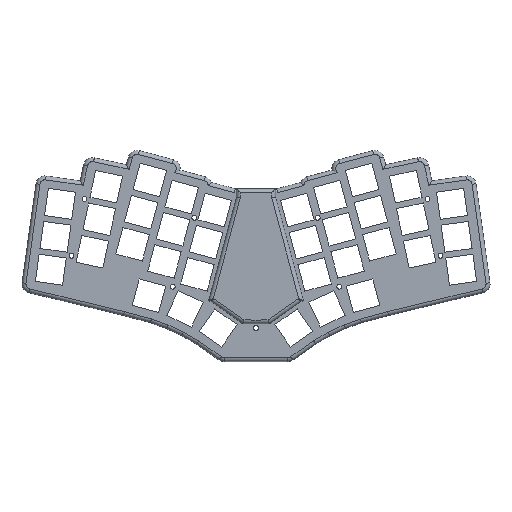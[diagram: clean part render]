
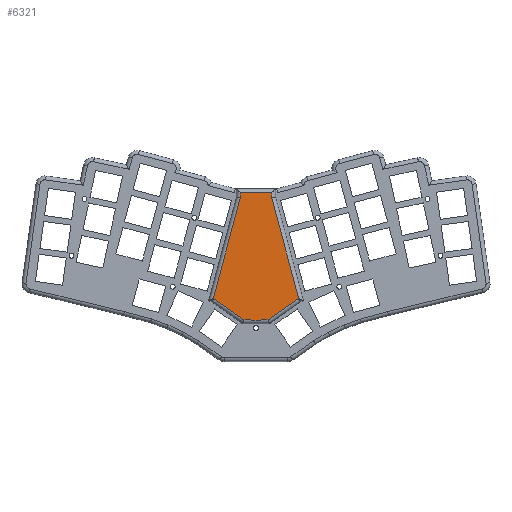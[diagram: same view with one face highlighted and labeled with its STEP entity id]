
A CAD part, top view. The second image highlights one B-rep face of the part: STEP entity #6321.
In plain terms, the highlighted planar face has unit normal (0, 0, 1).
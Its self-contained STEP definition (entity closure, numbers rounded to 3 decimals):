
#55=FACE_BOUND('',#2244,.T.);
#56=FACE_BOUND('',#2245,.T.);
#148=LINE('',#8931,#915);
#149=LINE('',#8933,#916);
#150=LINE('',#8937,#917);
#151=LINE('',#8939,#918);
#152=LINE('',#8941,#919);
#153=LINE('',#8943,#920);
#154=LINE('',#8945,#921);
#155=LINE('',#8949,#922);
#156=LINE('',#8950,#923);
#157=LINE('',#8953,#924);
#158=LINE('',#8956,#925);
#915=VECTOR('',#7167,10.);
#916=VECTOR('',#7168,10.);
#917=VECTOR('',#7171,10.);
#918=VECTOR('',#7172,10.);
#919=VECTOR('',#7173,10.);
#920=VECTOR('',#7174,10.);
#921=VECTOR('',#7175,10.);
#922=VECTOR('',#7178,10.);
#923=VECTOR('',#7179,10.);
#924=VECTOR('',#7180,10.);
#925=VECTOR('',#7181,10.);
#1682=PLANE('',#6668);
#1911=FACE_OUTER_BOUND('',#2243,.T.);
#2243=EDGE_LOOP('',(#4360,#4361,#4362,#4363,#4364,#4365,#4366,#4367,#4368,
#4369,#4370,#4371));
#2244=EDGE_LOOP('',(#4372,#4373));
#2245=EDGE_LOOP('',(#4374,#4375));
#2667=CIRCLE('',#6667,18.);
#2668=CIRCLE('',#6669,2.);
#2669=CIRCLE('',#6670,2.);
#2813=VERTEX_POINT('',#8916);
#2814=VERTEX_POINT('',#8917);
#2815=VERTEX_POINT('',#8930);
#2816=VERTEX_POINT('',#8932);
#2817=VERTEX_POINT('',#8934);
#2818=VERTEX_POINT('',#8936);
#2819=VERTEX_POINT('',#8938);
#2820=VERTEX_POINT('',#8940);
#2821=VERTEX_POINT('',#8942);
#2822=VERTEX_POINT('',#8944);
#2823=VERTEX_POINT('',#8946);
#2824=VERTEX_POINT('',#8948);
#2825=VERTEX_POINT('',#8951);
#2826=VERTEX_POINT('',#8952);
#2827=VERTEX_POINT('',#8954);
#2828=VERTEX_POINT('',#8955);
#3422=EDGE_CURVE('',#2813,#2814,#2667,.T.);
#3423=EDGE_CURVE('',#2815,#2813,#148,.T.);
#3424=EDGE_CURVE('',#2816,#2815,#149,.T.);
#3425=EDGE_CURVE('',#2817,#2816,#2668,.T.);
#3426=EDGE_CURVE('',#2818,#2817,#150,.T.);
#3427=EDGE_CURVE('',#2819,#2818,#151,.T.);
#3428=EDGE_CURVE('',#2820,#2819,#152,.T.);
#3429=EDGE_CURVE('',#2821,#2820,#153,.T.);
#3430=EDGE_CURVE('',#2822,#2821,#154,.T.);
#3431=EDGE_CURVE('',#2823,#2822,#2669,.T.);
#3432=EDGE_CURVE('',#2824,#2823,#155,.T.);
#3433=EDGE_CURVE('',#2814,#2824,#156,.T.);
#3434=EDGE_CURVE('',#2825,#2826,#157,.T.);
#3435=EDGE_CURVE('',#2827,#2828,#158,.T.);
#4360=ORIENTED_EDGE('',*,*,#3422,.F.);
#4361=ORIENTED_EDGE('',*,*,#3423,.F.);
#4362=ORIENTED_EDGE('',*,*,#3424,.F.);
#4363=ORIENTED_EDGE('',*,*,#3425,.F.);
#4364=ORIENTED_EDGE('',*,*,#3426,.F.);
#4365=ORIENTED_EDGE('',*,*,#3427,.F.);
#4366=ORIENTED_EDGE('',*,*,#3428,.F.);
#4367=ORIENTED_EDGE('',*,*,#3429,.F.);
#4368=ORIENTED_EDGE('',*,*,#3430,.F.);
#4369=ORIENTED_EDGE('',*,*,#3431,.F.);
#4370=ORIENTED_EDGE('',*,*,#3432,.F.);
#4371=ORIENTED_EDGE('',*,*,#3433,.F.);
#4372=ORIENTED_EDGE('',*,*,#3434,.F.);
#4373=ORIENTED_EDGE('',*,*,#3434,.T.);
#4374=ORIENTED_EDGE('',*,*,#3435,.F.);
#4375=ORIENTED_EDGE('',*,*,#3435,.T.);
#6321=ADVANCED_FACE('',(#1911,#55,#56),#1682,.T.);
#6667=AXIS2_PLACEMENT_3D('',#8928,#7163,#7164);
#6668=AXIS2_PLACEMENT_3D('',#8929,#7165,#7166);
#6669=AXIS2_PLACEMENT_3D('',#8935,#7169,#7170);
#6670=AXIS2_PLACEMENT_3D('',#8947,#7176,#7177);
#7163=DIRECTION('center_axis',(0.,0.,-1.));
#7164=DIRECTION('ref_axis',(1.,0.,0.));
#7165=DIRECTION('center_axis',(0.,0.,1.));
#7166=DIRECTION('ref_axis',(1.,0.,0.));
#7167=DIRECTION('',(-1.,0.,0.));
#7168=DIRECTION('',(-0.819,-0.574,0.));
#7169=DIRECTION('center_axis',(0.,0.,1.));
#7170=DIRECTION('ref_axis',(0.423,-0.906,0.));
#7171=DIRECTION('',(0.259,-0.966,0.));
#7172=DIRECTION('',(0.,-1.,0.));
#7173=DIRECTION('',(1.,0.,0.));
#7174=DIRECTION('',(0.,1.,0.));
#7175=DIRECTION('',(0.259,0.966,0.));
#7176=DIRECTION('center_axis',(0.,0.,1.));
#7177=DIRECTION('ref_axis',(-0.423,-0.906,0.));
#7178=DIRECTION('',(-0.819,0.574,0.));
#7179=DIRECTION('',(-1.,0.,0.));
#7180=DIRECTION('',(0.,-1.,0.));
#7181=DIRECTION('',(0.,-1.,0.));
#8916=CARTESIAN_POINT('',(108.023,-25.589,9.));
#8917=CARTESIAN_POINT('',(101.699,-25.589,9.));
#8928=CARTESIAN_POINT('Origin',(104.861,-7.869,9.));
#8929=CARTESIAN_POINT('Origin',(104.861,6.856,9.));
#8930=CARTESIAN_POINT('',(111.055,-25.589,9.));
#8931=CARTESIAN_POINT('',(101.448,-25.589,9.));
#8932=CARTESIAN_POINT('',(126.609,-14.698,9.));
#8933=CARTESIAN_POINT('',(116.341,-21.888,9.));
#8934=CARTESIAN_POINT('',(126.668,-14.658,9.));
#8935=CARTESIAN_POINT('Origin',(127.756,-16.336,9.));
#8936=CARTESIAN_POINT('',(112.861,36.871,9.));
#8937=CARTESIAN_POINT('',(123.463,-2.697,9.));
#8938=CARTESIAN_POINT('',(112.861,39.302,9.));
#8939=CARTESIAN_POINT('',(112.861,21.996,9.));
#8940=CARTESIAN_POINT('',(96.861,39.302,9.));
#8941=CARTESIAN_POINT('',(110.163,39.302,9.));
#8942=CARTESIAN_POINT('',(96.861,36.871,9.));
#8943=CARTESIAN_POINT('',(96.861,24.079,9.));
#8944=CARTESIAN_POINT('',(83.053,-14.658,9.));
#8945=CARTESIAN_POINT('',(93.343,23.742,9.));
#8946=CARTESIAN_POINT('',(83.112,-14.698,9.));
#8947=CARTESIAN_POINT('Origin',(81.965,-16.336,9.));
#8948=CARTESIAN_POINT('',(98.666,-25.589,9.));
#8949=CARTESIAN_POINT('',(85.345,-16.262,9.));
#8950=CARTESIAN_POINT('',(101.448,-25.589,9.));
#8951=CARTESIAN_POINT('',(104.868,-25.569,9.));
#8952=CARTESIAN_POINT('',(104.868,-25.589,9.));
#8953=CARTESIAN_POINT('',(104.868,-7.869,9.));
#8954=CARTESIAN_POINT('',(104.868,10.131,9.));
#8955=CARTESIAN_POINT('',(104.868,9.831,9.));
#8956=CARTESIAN_POINT('',(104.868,-7.869,9.));
